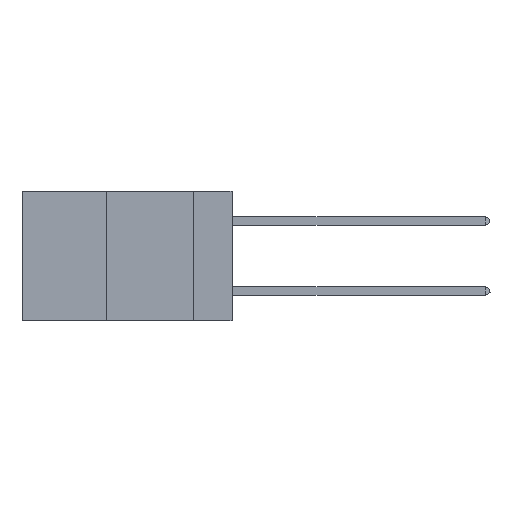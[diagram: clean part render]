
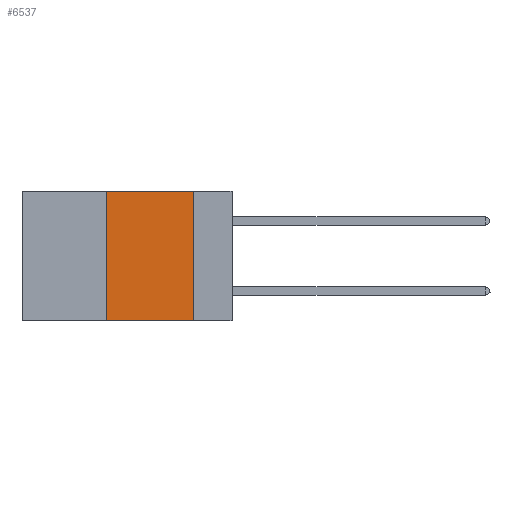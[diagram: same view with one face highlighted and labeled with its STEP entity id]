
A CAD part, left-side view. The second image highlights one B-rep face of the part: STEP entity #6537.
In plain terms, the highlighted planar face has unit normal (-1, 0, 0).
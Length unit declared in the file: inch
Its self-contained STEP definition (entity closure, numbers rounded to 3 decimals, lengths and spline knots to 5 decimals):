
#515 = DIRECTION ( 'NONE',  ( 0., 0., -1. ) ) ;
#666 = EDGE_CURVE ( 'NONE', #15028, #13071, #3141, .T. ) ;
#982 = PLANE ( 'NONE',  #4643 ) ;
#1702 = LINE ( 'NONE', #17268, #12728 ) ;
#2815 = ORIENTED_EDGE ( 'NONE', *, *, #3143, .F. ) ;
#2962 = VERTEX_POINT ( 'NONE', #14580 ) ;
#3141 = LINE ( 'NONE', #3534, #7366 ) ;
#3143 = EDGE_CURVE ( 'NONE', #2962, #16048, #13731, .T. ) ;
#3171 = CARTESIAN_POINT ( 'NONE',  ( 0., 0.11, -0.37 ) ) ;
#3534 = CARTESIAN_POINT ( 'NONE',  ( 0., 0.6, -0.37 ) ) ;
#3727 = VECTOR ( 'NONE', #6709, 39.37008 ) ;
#4001 = FACE_OUTER_BOUND ( 'NONE', #11630, .T. ) ;
#4062 = DIRECTION ( 'NONE',  ( 0., 0., -1. ) ) ;
#4643 = AXIS2_PLACEMENT_3D ( 'NONE', #7000, #7074, #4062 ) ;
#5654 = EDGE_CURVE ( 'NONE', #16048, #13071, #1702, .T. ) ;
#6385 = DIRECTION ( 'NONE',  ( 0., -1., 0. ) ) ;
#6537 = ADVANCED_FACE ( 'NONE', ( #4001 ), #982, .F. ) ;
#6676 = DIRECTION ( 'NONE',  ( 0., -1., 0. ) ) ;
#6709 = DIRECTION ( 'NONE',  ( 0., 0., 1. ) ) ;
#7000 = CARTESIAN_POINT ( 'NONE',  ( 0., 0.6, 0. ) ) ;
#7074 = DIRECTION ( 'NONE',  ( 1., 0., 0. ) ) ;
#7366 = VECTOR ( 'NONE', #6676, 39.37008 ) ;
#8041 = ORIENTED_EDGE ( 'NONE', *, *, #5654, .F. ) ;
#11630 = EDGE_LOOP ( 'NONE', ( #8041, #2815, #15821, #13577 ) ) ;
#12728 = VECTOR ( 'NONE', #515, 39.37008 ) ;
#13071 = VERTEX_POINT ( 'NONE', #3171 ) ;
#13510 = VECTOR ( 'NONE', #6385, 39.37008 ) ;
#13577 = ORIENTED_EDGE ( 'NONE', *, *, #666, .T. ) ;
#13652 = CARTESIAN_POINT ( 'NONE',  ( 0., 0.36, -0.37 ) ) ;
#13731 = LINE ( 'NONE', #13734, #13510 ) ;
#13734 = CARTESIAN_POINT ( 'NONE',  ( 0., 0.6, 0. ) ) ;
#14196 = CARTESIAN_POINT ( 'NONE',  ( 0., 0.36, 0. ) ) ;
#14580 = CARTESIAN_POINT ( 'NONE',  ( 0., 0.36, 0. ) ) ;
#14652 = EDGE_CURVE ( 'NONE', #15028, #2962, #18759, .T. ) ;
#15028 = VERTEX_POINT ( 'NONE', #13652 ) ;
#15821 = ORIENTED_EDGE ( 'NONE', *, *, #14652, .F. ) ;
#16048 = VERTEX_POINT ( 'NONE', #16499 ) ;
#16499 = CARTESIAN_POINT ( 'NONE',  ( 0., 0.11, 0. ) ) ;
#17268 = CARTESIAN_POINT ( 'NONE',  ( 0., 0.11, 0. ) ) ;
#18759 = LINE ( 'NONE', #14196, #3727 ) ;
